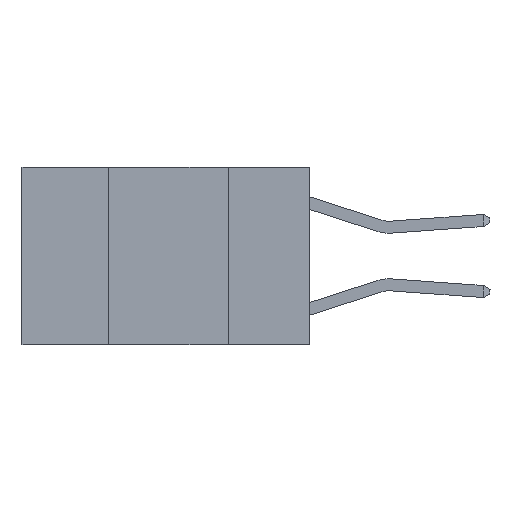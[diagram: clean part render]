
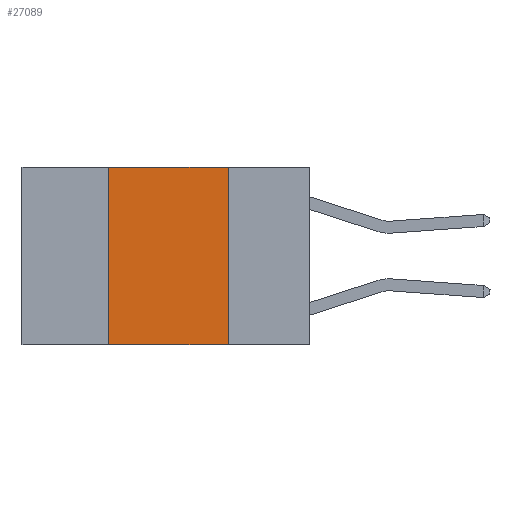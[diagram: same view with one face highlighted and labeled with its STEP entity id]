
A CAD part, left-side view. The second image highlights one B-rep face of the part: STEP entity #27089.
In plain terms, the highlighted planar face has unit normal (-1, 0, 0).
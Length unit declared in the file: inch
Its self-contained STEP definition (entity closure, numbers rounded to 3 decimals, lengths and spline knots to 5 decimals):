
#600 = ORIENTED_EDGE ( 'NONE', *, *, #9459, .F. ) ;
#1058 = EDGE_LOOP ( 'NONE', ( #18468, #20429, #600, #25431 ) ) ;
#1384 = AXIS2_PLACEMENT_3D ( 'NONE', #11644, #16365, #24638 ) ;
#1692 = DIRECTION ( 'NONE',  ( 0., -1., 0. ) ) ;
#2141 = VERTEX_POINT ( 'NONE', #23232 ) ;
#3412 = LINE ( 'NONE', #6089, #14342 ) ;
#3678 = CARTESIAN_POINT ( 'NONE',  ( 0., 0.6, -0.37 ) ) ;
#3846 = CARTESIAN_POINT ( 'NONE',  ( 0., 0.17, -0.37 ) ) ;
#5693 = VECTOR ( 'NONE', #14830, 39.37008 ) ;
#5882 = CARTESIAN_POINT ( 'NONE',  ( 0., 0.42, -0.37 ) ) ;
#6089 = CARTESIAN_POINT ( 'NONE',  ( 0., 0.6, 0. ) ) ;
#6714 = DIRECTION ( 'NONE',  ( 0., 0., 1. ) ) ;
#7370 = EDGE_CURVE ( 'NONE', #24104, #8210, #11945, .T. ) ;
#8210 = VERTEX_POINT ( 'NONE', #3846 ) ;
#9459 = EDGE_CURVE ( 'NONE', #26015, #2141, #13288, .T. ) ;
#10552 = LINE ( 'NONE', #3678, #15035 ) ;
#11644 = CARTESIAN_POINT ( 'NONE',  ( 0., 0.6, 0. ) ) ;
#11945 = LINE ( 'NONE', #20461, #5693 ) ;
#13288 = LINE ( 'NONE', #19724, #21596 ) ;
#13454 = EDGE_CURVE ( 'NONE', #26015, #8210, #10552, .T. ) ;
#14342 = VECTOR ( 'NONE', #14619, 39.37008 ) ;
#14619 = DIRECTION ( 'NONE',  ( 0., -1., 0. ) ) ;
#14830 = DIRECTION ( 'NONE',  ( 0., 0., -1. ) ) ;
#15035 = VECTOR ( 'NONE', #1692, 39.37008 ) ;
#16365 = DIRECTION ( 'NONE',  ( 1., 0., 0. ) ) ;
#18050 = FACE_OUTER_BOUND ( 'NONE', #1058, .T. ) ;
#18468 = ORIENTED_EDGE ( 'NONE', *, *, #7370, .F. ) ;
#19724 = CARTESIAN_POINT ( 'NONE',  ( 0., 0.42, 0. ) ) ;
#20166 = PLANE ( 'NONE',  #1384 ) ;
#20429 = ORIENTED_EDGE ( 'NONE', *, *, #27558, .F. ) ;
#20461 = CARTESIAN_POINT ( 'NONE',  ( 0., 0.17, 0. ) ) ;
#20751 = CARTESIAN_POINT ( 'NONE',  ( 0., 0.17, 0. ) ) ;
#21596 = VECTOR ( 'NONE', #6714, 39.37008 ) ;
#23232 = CARTESIAN_POINT ( 'NONE',  ( 0., 0.42, 0. ) ) ;
#24104 = VERTEX_POINT ( 'NONE', #20751 ) ;
#24638 = DIRECTION ( 'NONE',  ( 0., 0., -1. ) ) ;
#25431 = ORIENTED_EDGE ( 'NONE', *, *, #13454, .T. ) ;
#26015 = VERTEX_POINT ( 'NONE', #5882 ) ;
#27089 = ADVANCED_FACE ( 'NONE', ( #18050 ), #20166, .F. ) ;
#27558 = EDGE_CURVE ( 'NONE', #2141, #24104, #3412, .T. ) ;
